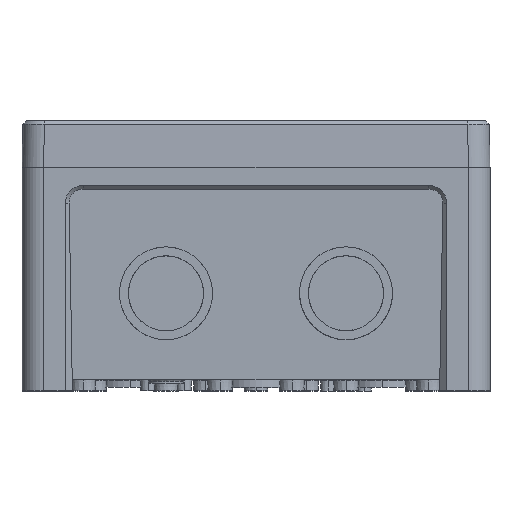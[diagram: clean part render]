
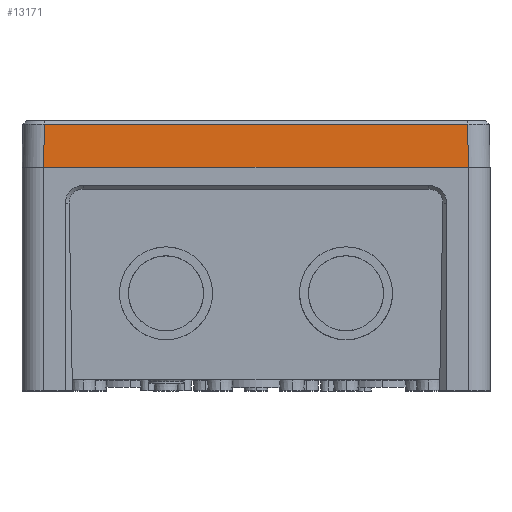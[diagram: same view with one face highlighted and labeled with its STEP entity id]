
A CAD part, top view. The second image highlights one B-rep face of the part: STEP entity #13171.
In plain terms, the highlighted planar face has unit normal (0, 0.018, 1).
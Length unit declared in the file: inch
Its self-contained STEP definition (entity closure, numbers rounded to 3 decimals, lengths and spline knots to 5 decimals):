
#1616 = LINE ( 'NONE', #19696, #19542 ) ;
#2739 = PLANE ( 'NONE',  #20105 ) ;
#3002 = CARTESIAN_POINT ( 'NONE',  ( 2.31462, 0.47245, 2.55081 ) ) ;
#3535 = LINE ( 'NONE', #13540, #11107 ) ;
#4268 = EDGE_CURVE ( 'NONE', #11153, #13050, #1616, .T. ) ;
#5320 = FACE_OUTER_BOUND ( 'NONE', #18935, .T. ) ;
#5864 = VERTEX_POINT ( 'NONE', #23515 ) ;
#6728 = VECTOR ( 'NONE', #12902, 39.37008 ) ;
#7798 = ORIENTED_EDGE ( 'NONE', *, *, #18527, .F. ) ;
#8095 = ORIENTED_EDGE ( 'NONE', *, *, #8349, .T. ) ;
#8349 = EDGE_CURVE ( 'NONE', #11153, #5864, #3535, .T. ) ;
#8453 = ORIENTED_EDGE ( 'NONE', *, *, #4268, .F. ) ;
#9091 = DIRECTION ( 'NONE',  ( 1., 0., 0. ) ) ;
#9110 = LINE ( 'NONE', #20680, #6728 ) ;
#11107 = VECTOR ( 'NONE', #22882, 39.37008 ) ;
#11153 = VERTEX_POINT ( 'NONE', #23347 ) ;
#12902 = DIRECTION ( 'NONE',  ( 0.017, -1., 0.017 ) ) ;
#13050 = VERTEX_POINT ( 'NONE', #3002 ) ;
#13068 = ORIENTED_EDGE ( 'NONE', *, *, #17103, .F. ) ;
#13171 = ADVANCED_FACE ( 'NONE', ( #5320 ), #2739, .T. ) ;
#13540 = CARTESIAN_POINT ( 'NONE',  ( -2.32216, 0.04052, 2.55835 ) ) ;
#14164 = CARTESIAN_POINT ( 'NONE',  ( 0., 0., 2.55906 ) ) ;
#14691 = VECTOR ( 'NONE', #18049, 39.37008 ) ;
#16352 = LINE ( 'NONE', #14164, #14691 ) ;
#17103 = EDGE_CURVE ( 'NONE', #13050, #20794, #9110, .T. ) ;
#17742 = DIRECTION ( 'NONE',  ( 1., 0., 0. ) ) ;
#18049 = DIRECTION ( 'NONE',  ( -1., 0., 0. ) ) ;
#18527 = EDGE_CURVE ( 'NONE', #20794, #5864, #16352, .T. ) ;
#18585 = CARTESIAN_POINT ( 'NONE',  ( 0., 0., 2.55906 ) ) ;
#18716 = DIRECTION ( 'NONE',  ( 0., 0.017, 1. ) ) ;
#18935 = EDGE_LOOP ( 'NONE', ( #7798, #13068, #8453, #8095 ) ) ;
#19542 = VECTOR ( 'NONE', #17742, 39.37008 ) ;
#19696 = CARTESIAN_POINT ( 'NONE',  ( 0., 0.47245, 2.55081 ) ) ;
#20105 = AXIS2_PLACEMENT_3D ( 'NONE', #18585, #18716, #9091 ) ;
#20680 = CARTESIAN_POINT ( 'NONE',  ( 2.32216, 0.04052, 2.55835 ) ) ;
#20794 = VERTEX_POINT ( 'NONE', #22711 ) ;
#22711 = CARTESIAN_POINT ( 'NONE',  ( 2.32287, 0., 2.55906 ) ) ;
#22882 = DIRECTION ( 'NONE',  ( -0.017, -1., 0.017 ) ) ;
#23347 = CARTESIAN_POINT ( 'NONE',  ( -2.31462, 0.47245, 2.55081 ) ) ;
#23515 = CARTESIAN_POINT ( 'NONE',  ( -2.32287, 0., 2.55906 ) ) ;
